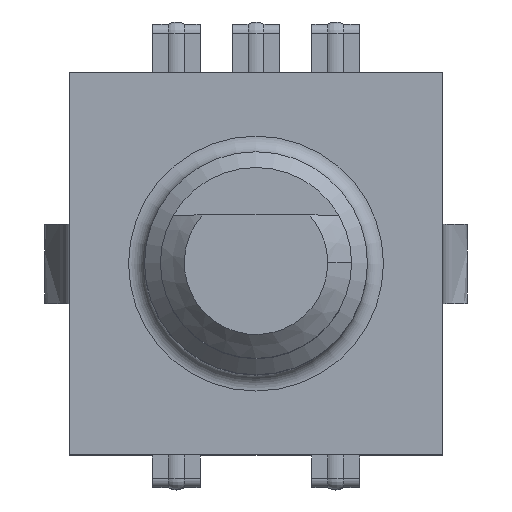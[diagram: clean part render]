
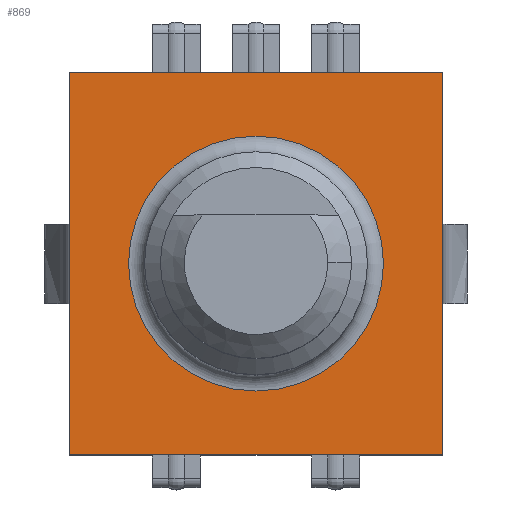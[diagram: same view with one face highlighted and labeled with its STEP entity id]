
A CAD part, top view. The second image highlights one B-rep face of the part: STEP entity #869.
In plain terms, the highlighted planar face has unit normal (0, 0, 1).
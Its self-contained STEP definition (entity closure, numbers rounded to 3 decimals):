
#459 = VERTEX_POINT('',#460);
#460 = CARTESIAN_POINT('',(5.85,6.,4.5));
#466 = EDGE_CURVE('',#459,#467,#469,.T.);
#467 = VERTEX_POINT('',#468);
#468 = CARTESIAN_POINT('',(5.85,-6.,4.5));
#469 = LINE('',#470,#471);
#470 = CARTESIAN_POINT('',(5.85,6.,4.5));
#471 = VECTOR('',#472,1.);
#472 = DIRECTION('',(0.,-1.,0.));
#826 = VERTEX_POINT('',#827);
#827 = CARTESIAN_POINT('',(-5.85,6.,4.5));
#833 = EDGE_CURVE('',#826,#459,#834,.T.);
#834 = LINE('',#835,#836);
#835 = CARTESIAN_POINT('',(-5.85,6.,4.5));
#836 = VECTOR('',#837,1.);
#837 = DIRECTION('',(1.,0.,0.));
#850 = EDGE_CURVE('',#467,#851,#853,.T.);
#851 = VERTEX_POINT('',#852);
#852 = CARTESIAN_POINT('',(-5.85,-6.,4.5));
#853 = LINE('',#854,#855);
#854 = CARTESIAN_POINT('',(5.85,-6.,4.5));
#855 = VECTOR('',#856,1.);
#856 = DIRECTION('',(-1.,0.,0.));
#869 = ADVANCED_FACE('',(#870,#881),#892,.T.);
#870 = FACE_BOUND('',#871,.T.);
#871 = EDGE_LOOP('',(#872));
#872 = ORIENTED_EDGE('',*,*,#873,.F.);
#873 = EDGE_CURVE('',#874,#874,#876,.T.);
#874 = VERTEX_POINT('',#875);
#875 = CARTESIAN_POINT('',(4.,0.,4.5));
#876 = CIRCLE('',#877,4.);
#877 = AXIS2_PLACEMENT_3D('',#878,#879,#880);
#878 = CARTESIAN_POINT('',(0.,0.,4.5));
#879 = DIRECTION('',(0.,0.,1.));
#880 = DIRECTION('',(1.,0.,0.));
#881 = FACE_BOUND('',#882,.T.);
#882 = EDGE_LOOP('',(#883,#884,#890,#891));
#883 = ORIENTED_EDGE('',*,*,#833,.F.);
#884 = ORIENTED_EDGE('',*,*,#885,.F.);
#885 = EDGE_CURVE('',#851,#826,#886,.T.);
#886 = LINE('',#887,#888);
#887 = CARTESIAN_POINT('',(-5.85,-6.,4.5));
#888 = VECTOR('',#889,1.);
#889 = DIRECTION('',(0.,1.,0.));
#890 = ORIENTED_EDGE('',*,*,#850,.F.);
#891 = ORIENTED_EDGE('',*,*,#466,.F.);
#892 = PLANE('',#893);
#893 = AXIS2_PLACEMENT_3D('',#894,#895,#896);
#894 = CARTESIAN_POINT('',(0.,0.,4.5));
#895 = DIRECTION('',(0.,0.,1.));
#896 = DIRECTION('',(1.,0.,0.));
